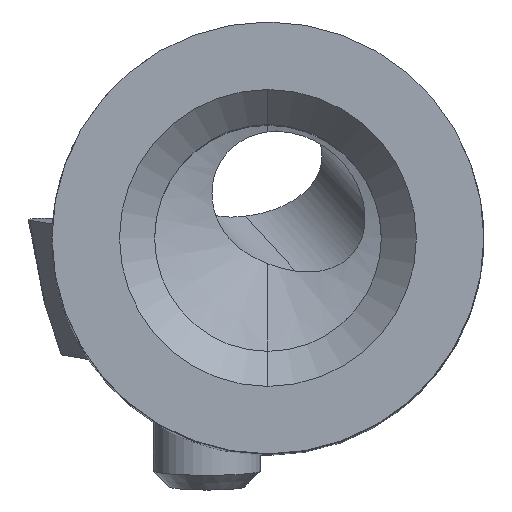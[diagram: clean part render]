
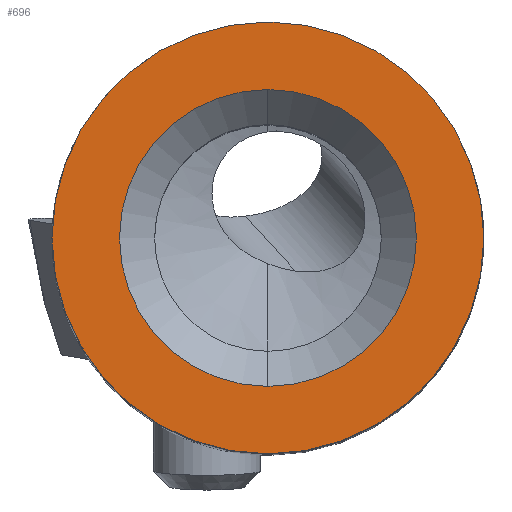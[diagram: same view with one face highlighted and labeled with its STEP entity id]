
A CAD part, top view. The second image highlights one B-rep face of the part: STEP entity #696.
In plain terms, the highlighted planar face has unit normal (0, 0, 1).
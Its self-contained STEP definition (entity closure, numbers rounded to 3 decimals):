
#582=VERTEX_POINT('NONE',#1635);
#690=EDGE_CURVE('NONE',#1084,#1580,#1760,.F.);
#696=ADVANCED_FACE('NONE',(#1767,#1768),#1769,.T.);
#832=EDGE_CURVE('NONE',#582,#1350,#1915,.F.);
#1044=EDGE_CURVE('NONE',#1350,#582,#2148,.T.);
#1084=VERTEX_POINT('NONE',#2191);
#1332=EDGE_CURVE('NONE',#1580,#1084,#2467,.T.);
#1350=VERTEX_POINT('NONE',#2487);
#1580=VERTEX_POINT('NONE',#2744);
#1635=CARTESIAN_POINT('',(0.0,-4.0,0.0));
#1760=CIRCLE('',#3992,2.75);
#1767=FACE_OUTER_BOUND('',#3999,.T.);
#1768=FACE_BOUND('',#4000,.T.);
#1769=PLANE('',#4001);
#1915=CIRCLE('',#4225,4.0);
#2148=CIRCLE('',#5276,4.0);
#2191=CARTESIAN_POINT('',(0.,2.75,0.0));
#2467=CIRCLE('',#5749,2.75);
#2487=CARTESIAN_POINT('',(0.,4.0,0.0));
#2744=CARTESIAN_POINT('',(0.0,-2.75,0.0));
#3992=AXIS2_PLACEMENT_3D('',#6465,#6466,#6467);
#3999=EDGE_LOOP('',(#6477,#6478));
#4000=EDGE_LOOP('',(#6479,#6480));
#4001=AXIS2_PLACEMENT_3D('',#6481,#6482,#6483);
#4225=AXIS2_PLACEMENT_3D('',#6630,#6631,#6632);
#5276=AXIS2_PLACEMENT_3D('',#6898,#6899,#6900);
#5749=AXIS2_PLACEMENT_3D('',#7304,#7305,#7306);
#6465=CARTESIAN_POINT('',(0.0,0.0,0.0));
#6466=DIRECTION('',(0.0,0.0,1.0));
#6467=DIRECTION('',(0.0,-1.0,0.0));
#6477=ORIENTED_EDGE('',*,*,#832,.T.);
#6478=ORIENTED_EDGE('',*,*,#1044,.T.);
#6479=ORIENTED_EDGE('',*,*,#1332,.T.);
#6480=ORIENTED_EDGE('',*,*,#690,.T.);
#6481=CARTESIAN_POINT('',(0.0,0.0,0.0));
#6482=DIRECTION('',(0.0,0.0,1.0));
#6483=DIRECTION('',(0.0,-1.0,0.0));
#6630=CARTESIAN_POINT('',(0.0,0.0,0.0));
#6631=DIRECTION('',(0.0,0.0,-1.0));
#6632=DIRECTION('',(0.0,-1.0,0.0));
#6898=CARTESIAN_POINT('',(0.0,0.0,0.0));
#6899=DIRECTION('',(0.0,0.0,1.0));
#6900=DIRECTION('',(0.0,-1.0,0.0));
#7304=CARTESIAN_POINT('',(0.0,0.0,0.0));
#7305=DIRECTION('',(0.0,0.0,-1.0));
#7306=DIRECTION('',(0.0,-1.0,0.0));
